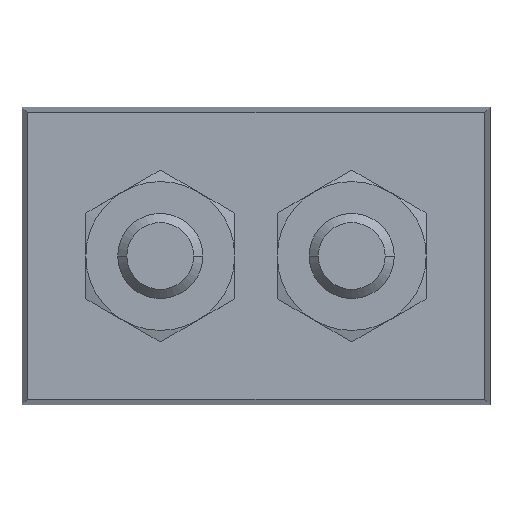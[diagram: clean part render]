
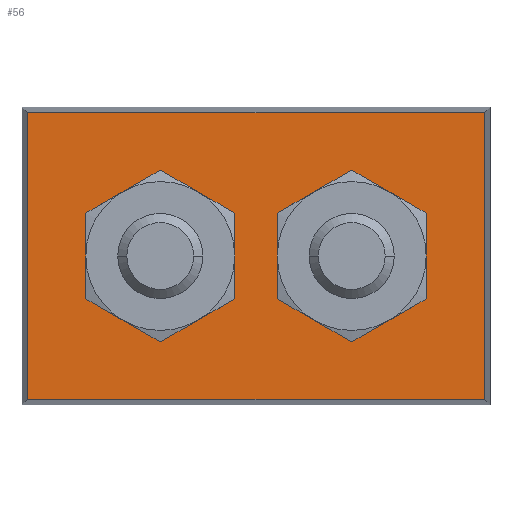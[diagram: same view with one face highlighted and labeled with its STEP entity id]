
A CAD part, front view. The second image highlights one B-rep face of the part: STEP entity #56.
In plain terms, the highlighted planar face has unit normal (0, -1, 0).
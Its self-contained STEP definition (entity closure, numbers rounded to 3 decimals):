
#56=ADVANCED_FACE('',(#165,#166,#167),#168,.T.);
#165=FACE_OUTER_BOUND('',#387,.T.);
#166=FACE_BOUND('',#388,.T.);
#167=FACE_BOUND('',#389,.T.);
#168=PLANE('',#390);
#387=EDGE_LOOP('',(#621,#622,#623,#624));
#388=EDGE_LOOP('',(#625,#626));
#389=EDGE_LOOP('',(#627,#628));
#390=AXIS2_PLACEMENT_3D('',#629,#630,#631);
#621=ORIENTED_EDGE('',*,*,#1427,.T.);
#622=ORIENTED_EDGE('',*,*,#1428,.F.);
#623=ORIENTED_EDGE('',*,*,#1429,.F.);
#624=ORIENTED_EDGE('',*,*,#1430,.F.);
#625=ORIENTED_EDGE('',*,*,#1431,.T.);
#626=ORIENTED_EDGE('',*,*,#1432,.T.);
#627=ORIENTED_EDGE('',*,*,#1426,.T.);
#628=ORIENTED_EDGE('',*,*,#1419,.T.);
#629=CARTESIAN_POINT('',(-10.738,-14.2,7.0));
#630=DIRECTION('',(0.0,-1.0,0.0));
#631=DIRECTION('',(0.0,0.0,-1.0));
#1419=EDGE_CURVE('',#1667,#1668,#1669,.T.);
#1426=EDGE_CURVE('',#1668,#1667,#1680,.T.);
#1427=EDGE_CURVE('',#1681,#1682,#1683,.T.);
#1428=EDGE_CURVE('',#1684,#1682,#1685,.T.);
#1429=EDGE_CURVE('',#1686,#1684,#1687,.T.);
#1430=EDGE_CURVE('',#1681,#1686,#1688,.T.);
#1431=EDGE_CURVE('',#1689,#1690,#1691,.T.);
#1432=EDGE_CURVE('',#1690,#1689,#1692,.T.);
#1667=VERTEX_POINT('',#2067);
#1668=VERTEX_POINT('',#2068);
#1669=CIRCLE('',#2069,2.0);
#1680=CIRCLE('',#2082,2.0);
#1681=VERTEX_POINT('',#2083);
#1682=VERTEX_POINT('',#2084);
#1683=LINE('',#2085,#2086);
#1684=VERTEX_POINT('',#2087);
#1685=LINE('',#2088,#2089);
#1686=VERTEX_POINT('',#2090);
#1687=LINE('',#2091,#2092);
#1688=LINE('',#2093,#2094);
#1689=VERTEX_POINT('',#2095);
#1690=VERTEX_POINT('',#2096);
#1691=CIRCLE('',#2097,2.0);
#1692=CIRCLE('',#2098,2.0);
#2067=CARTESIAN_POINT('',(2.5,-14.2,0.0));
#2068=CARTESIAN_POINT('',(6.5,-14.2,0.0));
#2069=AXIS2_PLACEMENT_3D('',#3003,#3004,#3005);
#2082=AXIS2_PLACEMENT_3D('',#3020,#3021,#3022);
#2083=CARTESIAN_POINT('',(10.738,-14.2,-6.738));
#2084=CARTESIAN_POINT('',(10.738,-14.2,6.738));
#2085=CARTESIAN_POINT('',(10.738,-14.2,-6.738));
#2086=VECTOR('',#3023,13.475);
#2087=CARTESIAN_POINT('',(-10.738,-14.2,6.738));
#2088=CARTESIAN_POINT('',(-10.738,-14.2,6.738));
#2089=VECTOR('',#3024,21.475);
#2090=CARTESIAN_POINT('',(-10.738,-14.2,-6.738));
#2091=CARTESIAN_POINT('',(-10.738,-14.2,-6.738));
#2092=VECTOR('',#3025,13.475);
#2093=CARTESIAN_POINT('',(10.738,-14.2,-6.738));
#2094=VECTOR('',#3026,21.475);
#2095=CARTESIAN_POINT('',(-2.5,-14.2,0.0));
#2096=CARTESIAN_POINT('',(-6.5,-14.2,0.0));
#2097=AXIS2_PLACEMENT_3D('',#3027,#3028,#3029);
#2098=AXIS2_PLACEMENT_3D('',#3030,#3031,#3032);
#3003=CARTESIAN_POINT('',(4.5,-14.2,0.0));
#3004=DIRECTION('',(0.0,1.0,0.0));
#3005=DIRECTION('',(-1.0,0.0,0.0));
#3020=CARTESIAN_POINT('',(4.5,-14.2,0.0));
#3021=DIRECTION('',(-0.0,1.0,0.0));
#3022=DIRECTION('',(1.0,0.0,0.0));
#3023=DIRECTION('',(0.0,0.0,1.0));
#3024=DIRECTION('',(1.0,0.0,0.0));
#3025=DIRECTION('',(0.0,0.0,1.0));
#3026=DIRECTION('',(-1.0,0.0,0.0));
#3027=CARTESIAN_POINT('',(-4.5,-14.2,0.0));
#3028=DIRECTION('',(-0.0,1.0,0.0));
#3029=DIRECTION('',(1.0,0.0,0.0));
#3030=CARTESIAN_POINT('',(-4.5,-14.2,0.0));
#3031=DIRECTION('',(0.0,1.0,0.0));
#3032=DIRECTION('',(-1.0,0.0,0.0));
